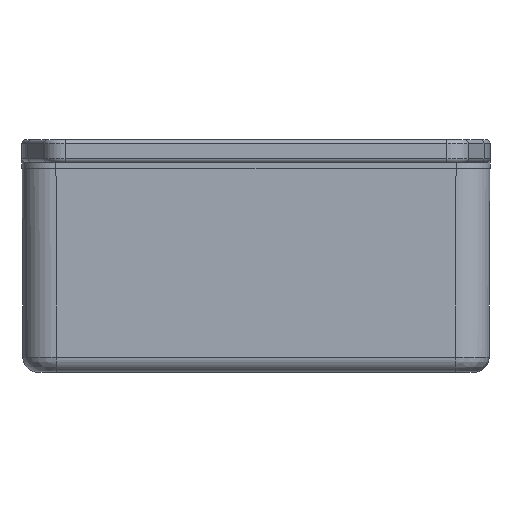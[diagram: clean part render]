
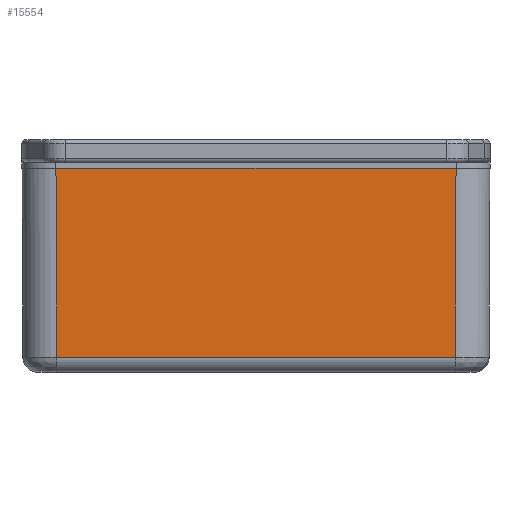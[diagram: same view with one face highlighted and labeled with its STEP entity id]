
A CAD part, front view. The second image highlights one B-rep face of the part: STEP entity #15554.
In plain terms, the highlighted planar face has unit normal (0, -1, -0.004).
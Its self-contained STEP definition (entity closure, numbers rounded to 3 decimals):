
#565=LINE('',#21096,#2188);
#1891=LINE('',#26191,#3514);
#1896=LINE('',#26262,#3519);
#1898=LINE('',#26265,#3521);
#2188=VECTOR('',#17132,53.);
#3514=VECTOR('',#19740,52.782);
#3519=VECTOR('',#19765,25.009);
#3521=VECTOR('',#19769,25.009);
#4168=PLANE('',#16479);
#5174=FACE_OUTER_BOUND('',#6082,.T.);
#6082=EDGE_LOOP('',(#14020,#14021,#14022,#14023));
#6827=VERTEX_POINT('',#21082);
#6833=VERTEX_POINT('',#21094);
#7893=VERTEX_POINT('',#26151);
#7897=VERTEX_POINT('',#26187);
#8326=EDGE_CURVE('',#6827,#6833,#565,.T.);
#9979=EDGE_CURVE('',#7893,#7897,#1891,.T.);
#9991=EDGE_CURVE('',#7897,#6833,#1896,.T.);
#9993=EDGE_CURVE('',#6827,#7893,#1898,.T.);
#14020=ORIENTED_EDGE('',*,*,#9979,.F.);
#14021=ORIENTED_EDGE('',*,*,#9993,.F.);
#14022=ORIENTED_EDGE('',*,*,#8326,.T.);
#14023=ORIENTED_EDGE('',*,*,#9991,.F.);
#15554=ADVANCED_FACE('',(#5174),#4168,.T.);
#16479=AXIS2_PLACEMENT_3D('',#26264,#19767,#19768);
#17132=DIRECTION('',(-1.,0.,0.));
#19740=DIRECTION('',(-1.,0.,0.));
#19765=DIRECTION('',(-0.004,-0.004,1.));
#19767=DIRECTION('center_axis',(0.,-1.,-0.004));
#19768=DIRECTION('ref_axis',(-1.,0.,0.));
#19769=DIRECTION('',(-0.004,0.004,-1.));
#21082=CARTESIAN_POINT('',(26.5,-56.,0.));
#21094=CARTESIAN_POINT('',(-26.5,-56.,0.));
#21096=CARTESIAN_POINT('',(31.,-56.,0.));
#26151=CARTESIAN_POINT('',(26.391,-55.891,-25.009));
#26187=CARTESIAN_POINT('',(-26.391,-55.891,-25.009));
#26191=CARTESIAN_POINT('',(-15.5,-55.891,-25.009));
#26262=CARTESIAN_POINT('',(-26.499,-55.999,-0.225));
#26264=CARTESIAN_POINT('Origin',(-31.,-56.,0.));
#26265=CARTESIAN_POINT('',(26.5,-55.999,-0.116));
